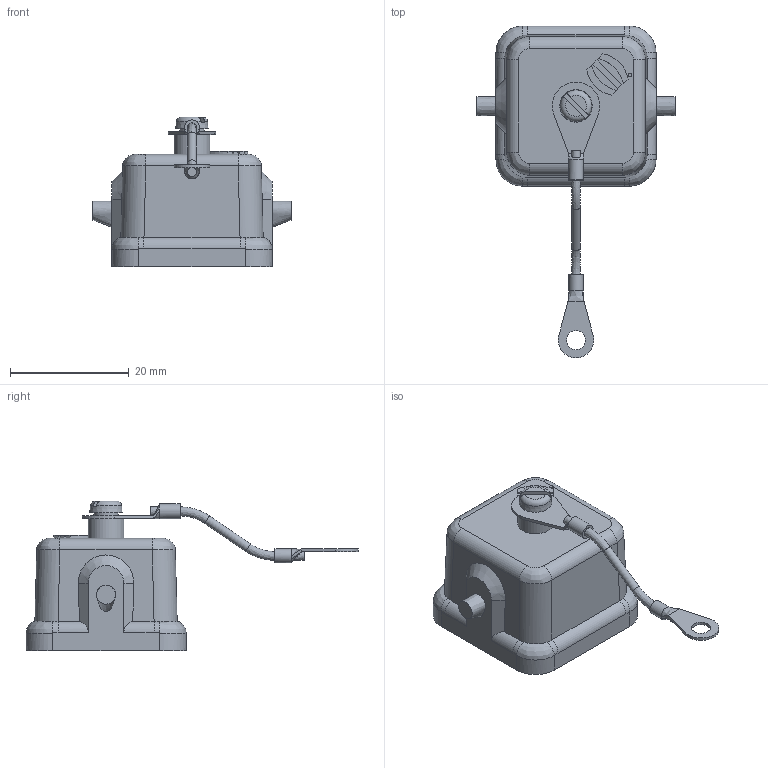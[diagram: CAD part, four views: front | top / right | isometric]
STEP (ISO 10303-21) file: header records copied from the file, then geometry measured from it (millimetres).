
FILE_DESCRIPTION(/* description */ (''),/* implementation_level */ '2;1');
FILE_NAME(/* name */ '100169330ugm000_c.stp',/* time_stamp */ '2019-02-14T09:50:55+01:00',/* author */ (''),/* organization */ (''),/* preprocessor_version */ 'ST-DEVELOPER v16.7',/* originating_system */ 'SIEMENS PLM Software NX 12.0',/* authorisation */ '');
FILE_SCHEMA (('AUTOMOTIVE_DESIGN { 1 0 10303 214 3 1 1 1 }'));
Length unit declared in the file: millimetre
Products named in the file (1): 100169330ugm000_c
Bounding box: 33.4 x 56 x 25.3 mm (x, y, z)
Volume: 3654.9 mm3; surface area: 5562.9 mm2
Topology: 2 solids, 2 shells, 207 faces, 474 edges, 289 vertices
Faces by surface type: plane 78, bspline 65, cylinder 53, cone 5, revolution 4, torus 2
Full cylindrical faces by diameter (mm): 0.591 x1, 2.4 x1, 2.5 x1, 3 x3, 3.2 x1, 4.1 x1, 6 x1
Entity records: 7523 total; most frequent: CARTESIAN_POINT 2302, ORIENTED_EDGE 898, DIRECTION 860, EDGE_CURVE 449, AXIS2_PLACEMENT_3D 314, VERTEX_POINT 284, EDGE_LOOP 246, LINE 228
